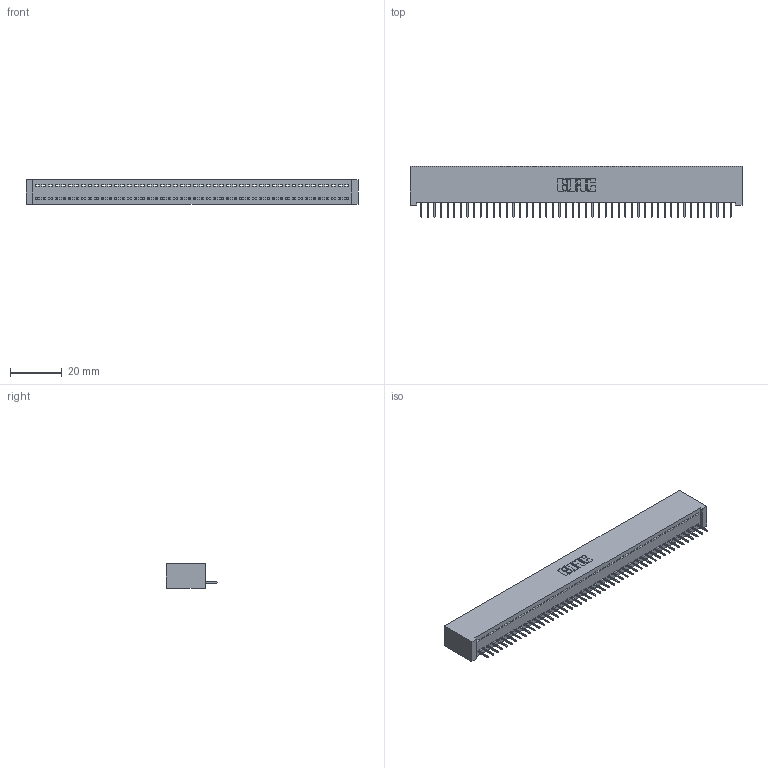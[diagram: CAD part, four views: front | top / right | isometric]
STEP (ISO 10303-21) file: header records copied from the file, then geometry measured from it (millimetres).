
FILE_DESCRIPTION (( 'STEP AP203' ), '1' );
FILE_NAME ('342-048-524-101.STEP', '2019-10-02T21:54:05', ( '' ), ( '' ), 'SwSTEP 2.0', 'SolidWorks 2016', '' );
FILE_SCHEMA (( 'CONFIG_CONTROL_DESIGN' ));
Length unit declared in the file: inch
Products named in the file (3): 342 Part_Lugless; 345-292-001_345-293-124; 342-048-524-101
Assembly tree (49 placements, depth 2):
  342-048-524-101
    342 Part_Lugless
    345-292-001_345-293-124  x48
Bounding box: 128.17 x 19.69 x 9.4 mm (x, y, z)
Volume: 11479.3 mm3; surface area: 16703.1 mm2
Topology: 49 solids, 49 shells, 3078 faces, 8915 edges, 5750 vertices
Faces by surface type: plane 2366, cylinder 712
Entity records: 28233 total; most frequent: CARTESIAN_POINT 4874, ORIENTED_EDGE 4858, DIRECTION 4093, EDGE_CURVE 2429, VECTOR 2313, LINE 2313, VERTEX_POINT 1614, AXIS2_PLACEMENT_3D 890
